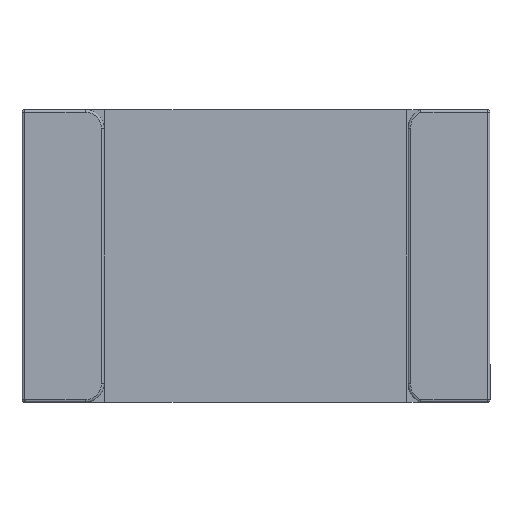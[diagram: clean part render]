
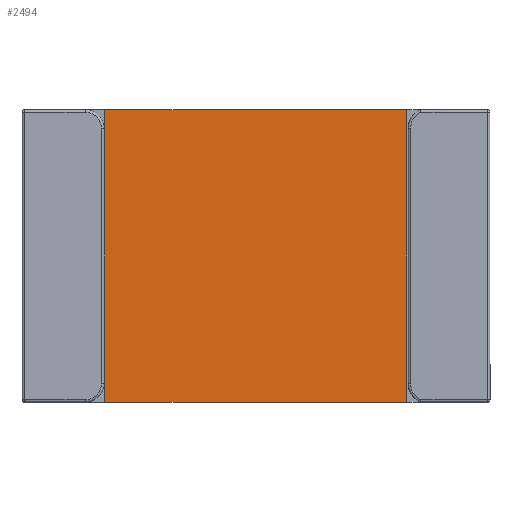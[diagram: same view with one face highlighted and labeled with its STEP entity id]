
A CAD part, front view. The second image highlights one B-rep face of the part: STEP entity #2494.
In plain terms, the highlighted planar face has unit normal (0, -1, 0).
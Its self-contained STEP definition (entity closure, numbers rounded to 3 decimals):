
#372=FACE_OUTER_BOUND('',#520,.T.);
#520=EDGE_LOOP('',(#1721,#1722,#1723,#1724));
#664=LINE('',#3191,#832);
#668=LINE('',#3204,#836);
#680=LINE('',#3238,#848);
#688=LINE('',#3252,#856);
#832=VECTOR('',#2767,1000.);
#836=VECTOR('',#2777,1000.);
#848=VECTOR('',#2807,1000.);
#856=VECTOR('',#2817,1000.);
#999=VERTEX_POINT('',#3187);
#1001=VERTEX_POINT('',#3190);
#1005=VERTEX_POINT('',#3200);
#1007=VERTEX_POINT('',#3203);
#1244=EDGE_CURVE('',#999,#1001,#664,.T.);
#1250=EDGE_CURVE('',#1005,#1007,#668,.T.);
#1268=EDGE_CURVE('',#1007,#999,#680,.T.);
#1276=EDGE_CURVE('',#1001,#1005,#688,.T.);
#1721=ORIENTED_EDGE('',*,*,#1244,.F.);
#1722=ORIENTED_EDGE('',*,*,#1268,.F.);
#1723=ORIENTED_EDGE('',*,*,#1250,.F.);
#1724=ORIENTED_EDGE('',*,*,#1276,.F.);
#2402=PLANE('',#2664);
#2494=ADVANCED_FACE('',(#372),#2402,.T.);
#2664=AXIS2_PLACEMENT_3D('',#3350,#2892,#2893);
#2767=DIRECTION('',(0.,0.,1.));
#2777=DIRECTION('',(0.,0.,-1.));
#2807=DIRECTION('',(-1.,0.,0.));
#2817=DIRECTION('',(1.,0.,0.));
#2892=DIRECTION('center_axis',(0.,-1.,0.));
#2893=DIRECTION('ref_axis',(0.,0.,-1.));
#3187=CARTESIAN_POINT('',(-0.646,0.01,-0.625));
#3190=CARTESIAN_POINT('',(-0.646,0.01,0.625));
#3191=CARTESIAN_POINT('',(-0.646,0.01,-0.546));
#3200=CARTESIAN_POINT('',(0.644,0.01,0.625));
#3203=CARTESIAN_POINT('',(0.644,0.01,-0.625));
#3204=CARTESIAN_POINT('',(0.644,0.01,-0.546));
#3238=CARTESIAN_POINT('',(0.702,0.01,-0.625));
#3252=CARTESIAN_POINT('',(0.702,0.01,0.625));
#3350=CARTESIAN_POINT('Origin',(0.736,0.01,-0.546));
